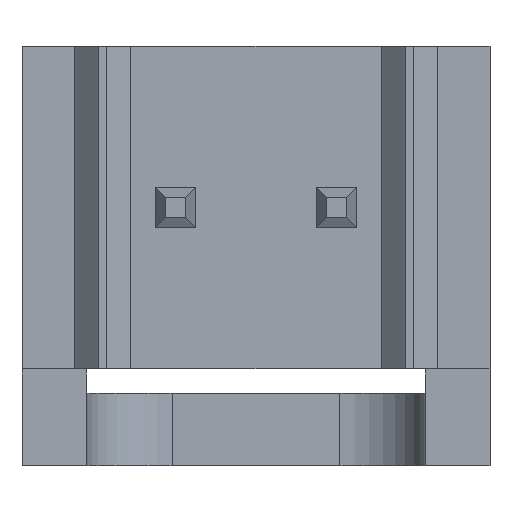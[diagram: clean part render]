
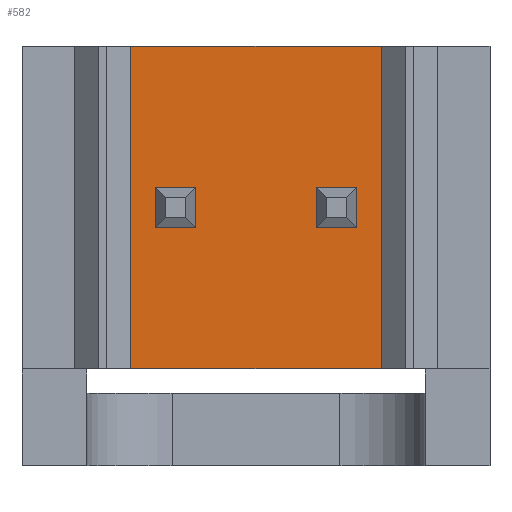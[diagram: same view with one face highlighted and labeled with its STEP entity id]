
A CAD part, front view. The second image highlights one B-rep face of the part: STEP entity #582.
In plain terms, the highlighted planar face has unit normal (0, -1, 0).
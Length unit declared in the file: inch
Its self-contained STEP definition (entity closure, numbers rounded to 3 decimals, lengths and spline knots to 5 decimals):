
#34 = LINE ( 'NONE', #337, #2609 ) ;
#99 = EDGE_CURVE ( 'NONE', #2443, #2131, #1109, .T. ) ;
#129 = EDGE_LOOP ( 'NONE', ( #1776, #924, #1265, #1255 ) ) ;
#134 = CARTESIAN_POINT ( 'NONE',  ( 0.0775, 0.015, 0.1 ) ) ;
#139 = EDGE_CURVE ( 'NONE', #2131, #2482, #1157, .T. ) ;
#195 = CARTESIAN_POINT ( 'NONE',  ( 0.0775, 0.015, -0.1 ) ) ;
#243 = CARTESIAN_POINT ( 'NONE',  ( -0.0775, 0.015, -0.1 ) ) ;
#269 = DIRECTION ( 'NONE',  ( 0., 0., 1. ) ) ;
#287 = CARTESIAN_POINT ( 'NONE',  ( 0.0775, 0.015, -0.13808 ) ) ;
#337 = CARTESIAN_POINT ( 'NONE',  ( -0.145, 0.015, -0.1 ) ) ;
#469 = DIRECTION ( 'NONE',  ( 0., 0., 1. ) ) ;
#582 = ADVANCED_FACE ( 'NONE', ( #1244 ), #941, .F. ) ;
#601 = CARTESIAN_POINT ( 'NONE',  ( -0.0775, 0.015, 0.1 ) ) ;
#633 = CARTESIAN_POINT ( 'NONE',  ( -0.0775, 0.015, -0.13808 ) ) ;
#803 = VECTOR ( 'NONE', #469, 39.37008 ) ;
#897 = CARTESIAN_POINT ( 'NONE',  ( 0., 0.015, 0. ) ) ;
#924 = ORIENTED_EDGE ( 'NONE', *, *, #99, .T. ) ;
#941 = PLANE ( 'NONE',  #1191 ) ;
#946 = CARTESIAN_POINT ( 'NONE',  ( -0.145, 0.015, 0.1 ) ) ;
#1095 = VERTEX_POINT ( 'NONE', #243 ) ;
#1109 = LINE ( 'NONE', #287, #2001 ) ;
#1118 = DIRECTION ( 'NONE',  ( -1., 0., 0. ) ) ;
#1157 = LINE ( 'NONE', #946, #2016 ) ;
#1191 = AXIS2_PLACEMENT_3D ( 'NONE', #897, #1920, #269 ) ;
#1209 = DIRECTION ( 'NONE',  ( 1., 0., 0. ) ) ;
#1244 = FACE_OUTER_BOUND ( 'NONE', #129, .T. ) ;
#1255 = ORIENTED_EDGE ( 'NONE', *, *, #2125, .F. ) ;
#1265 = ORIENTED_EDGE ( 'NONE', *, *, #139, .T. ) ;
#1687 = LINE ( 'NONE', #633, #803 ) ;
#1776 = ORIENTED_EDGE ( 'NONE', *, *, #2382, .T. ) ;
#1920 = DIRECTION ( 'NONE',  ( 0., 1., 0. ) ) ;
#2001 = VECTOR ( 'NONE', #2102, 39.37008 ) ;
#2016 = VECTOR ( 'NONE', #1118, 39.37008 ) ;
#2102 = DIRECTION ( 'NONE',  ( 0., 0., 1. ) ) ;
#2125 = EDGE_CURVE ( 'NONE', #1095, #2482, #1687, .T. ) ;
#2131 = VERTEX_POINT ( 'NONE', #134 ) ;
#2382 = EDGE_CURVE ( 'NONE', #1095, #2443, #34, .T. ) ;
#2443 = VERTEX_POINT ( 'NONE', #195 ) ;
#2482 = VERTEX_POINT ( 'NONE', #601 ) ;
#2609 = VECTOR ( 'NONE', #1209, 39.37008 ) ;
